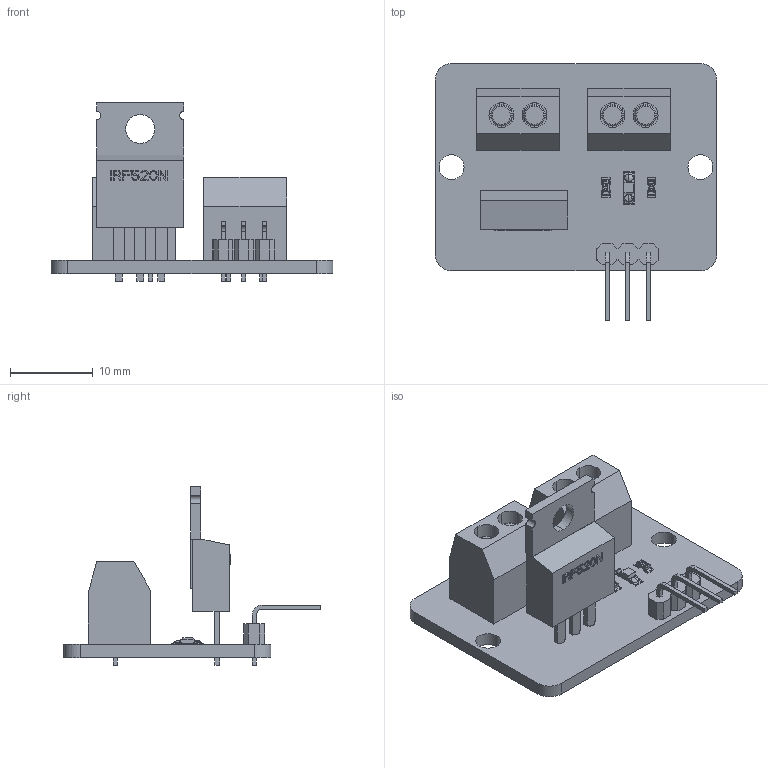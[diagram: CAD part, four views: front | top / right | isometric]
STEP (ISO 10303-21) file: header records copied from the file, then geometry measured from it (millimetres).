
FILE_DESCRIPTION((''),'2;1');
FILE_NAME('IRF520N_MODULE_ASM','2018-02-21T',('em185128'),(''),'CREO PARAMETRIC BY PTC INC, 2015380','CREO PARAMETRIC BY PTC INC, 2015380','');
FILE_SCHEMA(('AUTOMOTIVE_DESIGN { 1 0 10303 214 1 1 1 1 }'));
Length unit declared in the file: millimetre
Products named in the file (25): IRF520N; ______________6_AF0; CONEC1_AF0; CONEC2_AF0; CONEC3; CONEC4; CONEC5; CONEC6; CONEC7; CONEC8; CONEC9; CONECTOR_2X_AF0_ASM; CONEC1_AF1; CONEC2_AF1; CONECTOR_2X_AF1_ASM; IRF3808_1_1_AF0; IRF3808_1_2_AF0; IRF3808_1_AF0_ASM; IRF3808_2_AF0; IRF3808_3; IRF3808_4; IRF520_AF0_ASM; LED; 603_RESISTOR; IRF520N_MODULE_ASM
Assembly tree (32 placements, depth 4):
  IRF520N_MODULE_ASM
    IRF520N
    ______________6_AF0
    CONECTOR_2X_AF0_ASM
      CONEC1_AF0
      CONEC2_AF0
      CONEC3
      CONEC4
      CONEC5
      CONEC6
      CONEC7
      CONEC8
      CONEC9
    CONECTOR_2X_AF1_ASM
      CONEC1_AF1
      CONEC2_AF1
      CONEC3
      CONEC4
      CONEC5
      CONEC6
      CONEC7
      CONEC8
      CONEC9
    IRF520_AF0_ASM
      IRF3808_1_AF0_ASM
        IRF3808_1_1_AF0
        IRF3808_1_2_AF0
      IRF3808_2_AF0
      IRF3808_3
      IRF3808_4
    LED
    603_RESISTOR  x2
Bounding box: 34 x 31 x 21.5 mm (x, y, z)
Volume: 2853.8 mm3; surface area: 4913.1 mm2
Topology: 28 solids, 30 shells, 845 faces, 2282 edges, 1504 vertices
Faces by surface type: plane 679, cylinder 96, extrusion 34, torus 22, bspline 10, sphere 4
Entity records: 30214 total; most frequent: CARTESIAN_POINT 4837, ORIENTED_EDGE 3370, DIRECTION 3171, EDGE_CURVE 1712, VECTOR 1427, LINE 1410, PRESENTATION_STYLE_ASSIGNMENT 1386, STYLED_ITEM 1385
